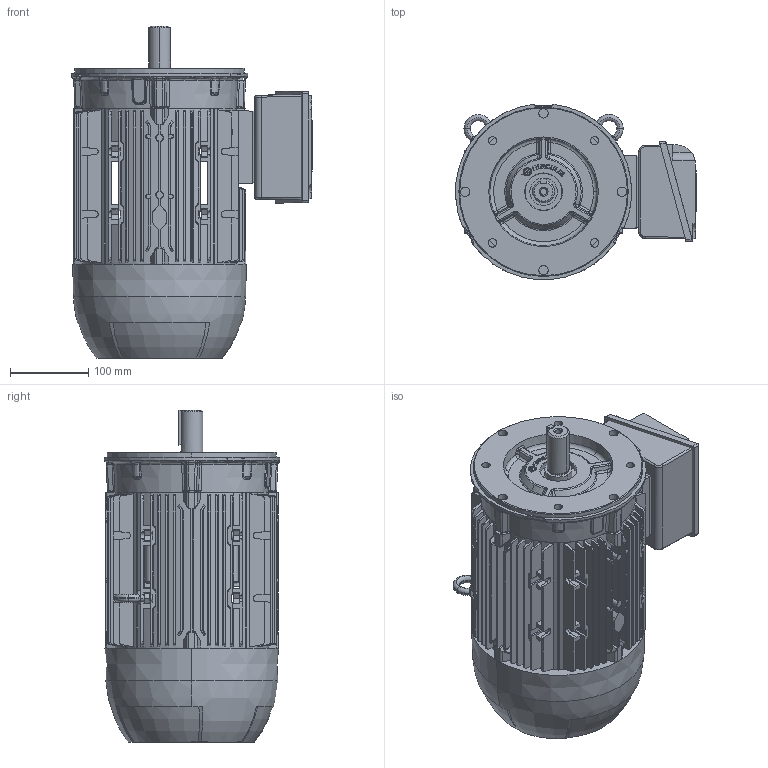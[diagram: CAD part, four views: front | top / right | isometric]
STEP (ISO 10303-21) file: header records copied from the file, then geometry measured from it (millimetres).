
FILE_DESCRIPTION (( 'STEP AP203' ), '1' );
FILE_NAME ('112L_SP_FC_LEFT.STEP', '2022-06-28T16:45:02', ( '' ), ( '' ), 'SwSTEP 2.0', 'SolidWorks 2020', '' );
FILE_SCHEMA (( 'CONFIG_CONTROL_DESIGN' ));
Length unit declared in the file: millimetre
Products named in the file (1): 112L_SP_FC_LEFT
Bounding box: 306.67 x 223.43 x 423.2 mm (x, y, z)
Surface area: 693579.9 mm2 (no closed solid volume)
Topology: 0 solids, 13 shells, 1840 faces, 5511 edges, 3657 vertices
Faces by surface type: plane 953, cylinder 376, bspline 211, cone 207, torus 93
Entity records: 71568 total; most frequent: CARTESIAN_POINT 26678, ORIENTED_EDGE 9957, DIRECTION 8069, EDGE_CURVE 5484, VERTEX_POINT 3657, VECTOR 2867, LINE 2867, AXIS2_PLACEMENT_3D 2601
